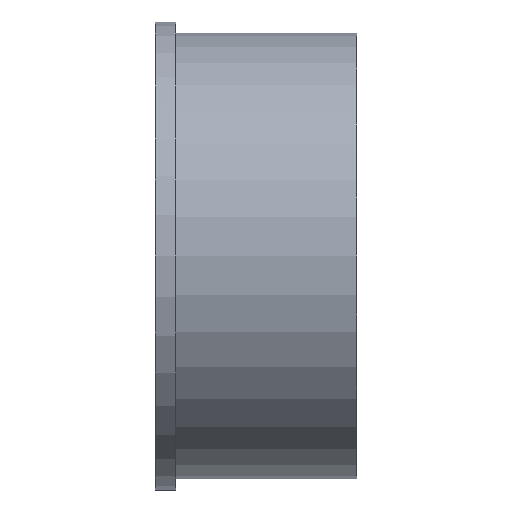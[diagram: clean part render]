
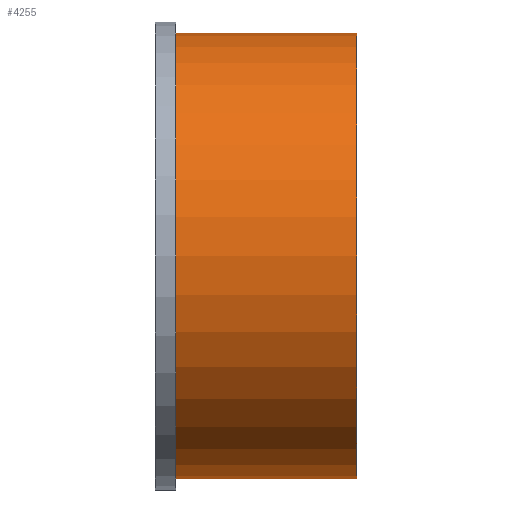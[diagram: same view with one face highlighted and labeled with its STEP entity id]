
A CAD part, front view. The second image highlights one B-rep face of the part: STEP entity #4255.
In plain terms, the highlighted cylindrical face has radius 33.25 mm (diameter 66.5 mm), a partial arc.
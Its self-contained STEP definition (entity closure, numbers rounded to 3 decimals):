
#94 = VERTEX_POINT ( 'NONE', #1075 ) ;
#144 = CARTESIAN_POINT ( 'NONE',  ( -4.5, 0., 33.25 ) ) ;
#247 = ORIENTED_EDGE ( 'NONE', *, *, #1917, .T. ) ;
#297 = EDGE_CURVE ( 'NONE', #94, #3615, #3456, .T. ) ;
#674 = VERTEX_POINT ( 'NONE', #3266 ) ;
#683 = DIRECTION ( 'NONE',  ( -1., 0., 0. ) ) ;
#858 = ORIENTED_EDGE ( 'NONE', *, *, #1490, .T. ) ;
#996 = VERTEX_POINT ( 'NONE', #1848 ) ;
#1028 = ORIENTED_EDGE ( 'NONE', *, *, #4914, .F. ) ;
#1075 = CARTESIAN_POINT ( 'NONE',  ( -4.5, 0., -33.25 ) ) ;
#1250 = CARTESIAN_POINT ( 'NONE',  ( -4.5, 0., 0. ) ) ;
#1318 = CYLINDRICAL_SURFACE ( 'NONE', #1832, 33.25 ) ;
#1345 = LINE ( 'NONE', #4621, #1473 ) ;
#1473 = VECTOR ( 'NONE', #2543, 1000. ) ;
#1490 = EDGE_CURVE ( 'NONE', #996, #674, #5594, .T. ) ;
#1559 = CARTESIAN_POINT ( 'NONE',  ( -36.703, 0., -33.25 ) ) ;
#1832 = AXIS2_PLACEMENT_3D ( 'NONE', #4023, #6784, #6114 ) ;
#1848 = CARTESIAN_POINT ( 'NONE',  ( 22.5, 0., -33.25 ) ) ;
#1917 = EDGE_CURVE ( 'NONE', #674, #3615, #1345, .T. ) ;
#2376 = CARTESIAN_POINT ( 'NONE',  ( 22.5, 0., 0. ) ) ;
#2543 = DIRECTION ( 'NONE',  ( -1., 0., 0. ) ) ;
#3266 = CARTESIAN_POINT ( 'NONE',  ( 22.5, 0., 33.25 ) ) ;
#3290 = DIRECTION ( 'NONE',  ( -1., 0., 0. ) ) ;
#3456 = CIRCLE ( 'NONE', #4868, 33.25 ) ;
#3615 = VERTEX_POINT ( 'NONE', #144 ) ;
#4023 = CARTESIAN_POINT ( 'NONE',  ( -36.703, 0., 0. ) ) ;
#4255 = ADVANCED_FACE ( 'NONE', ( #7405 ), #1318, .T. ) ;
#4621 = CARTESIAN_POINT ( 'NONE',  ( -36.703, 0., 33.25 ) ) ;
#4868 = AXIS2_PLACEMENT_3D ( 'NONE', #1250, #3290, #6672 ) ;
#4914 = EDGE_CURVE ( 'NONE', #996, #94, #7645, .T. ) ;
#5089 = DIRECTION ( 'NONE',  ( 0., 0., 1. ) ) ;
#5594 = CIRCLE ( 'NONE', #8426, 33.25 ) ;
#5805 = DIRECTION ( 'NONE',  ( -1., 0., 0. ) ) ;
#6114 = DIRECTION ( 'NONE',  ( 0., 0., 1. ) ) ;
#6232 = VECTOR ( 'NONE', #683, 1000. ) ;
#6672 = DIRECTION ( 'NONE',  ( 0., 0., 1. ) ) ;
#6784 = DIRECTION ( 'NONE',  ( -1., 0., 0. ) ) ;
#7405 = FACE_OUTER_BOUND ( 'NONE', #7575, .T. ) ;
#7575 = EDGE_LOOP ( 'NONE', ( #1028, #858, #247, #7899 ) ) ;
#7645 = LINE ( 'NONE', #1559, #6232 ) ;
#7899 = ORIENTED_EDGE ( 'NONE', *, *, #297, .F. ) ;
#8426 = AXIS2_PLACEMENT_3D ( 'NONE', #2376, #5805, #5089 ) ;
